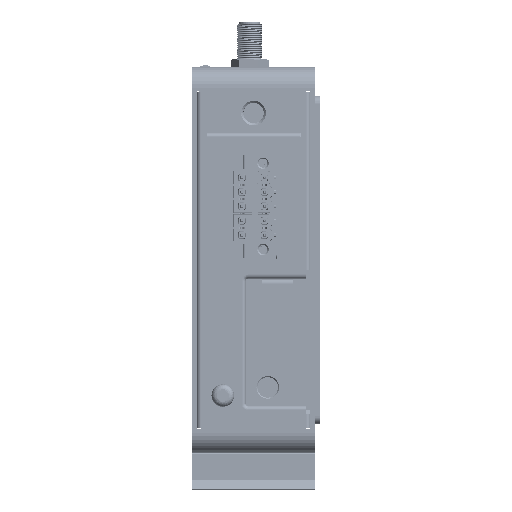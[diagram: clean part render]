
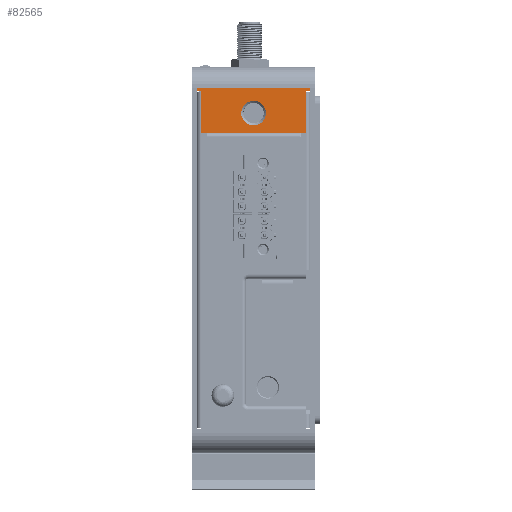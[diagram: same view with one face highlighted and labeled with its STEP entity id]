
A CAD part, left-side view. The second image highlights one B-rep face of the part: STEP entity #82565.
In plain terms, the highlighted planar face has unit normal (-1, 0, 0).
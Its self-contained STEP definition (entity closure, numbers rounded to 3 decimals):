
#2193 = ORIENTED_EDGE ( 'NONE', *, *, #73525, .T. ) ;
#2465 = AXIS2_PLACEMENT_3D ( 'NONE', #90270, #30091, #30713 ) ;
#2541 = CARTESIAN_POINT ( 'NONE',  ( -64.5, 6., 1. ) ) ;
#4090 = ORIENTED_EDGE ( 'NONE', *, *, #49215, .F. ) ;
#4382 = ORIENTED_EDGE ( 'NONE', *, *, #65772, .T. ) ;
#4409 = VERTEX_POINT ( 'NONE', #39229 ) ;
#4503 = ORIENTED_EDGE ( 'NONE', *, *, #98956, .T. ) ;
#5935 = LINE ( 'NONE', #192790, #27145 ) ;
#6187 = EDGE_CURVE ( 'NONE', #44588, #4409, #23644, .T. ) ;
#7336 = VECTOR ( 'NONE', #191080, 1000. ) ;
#7357 = CIRCLE ( 'NONE', #50779, 3. ) ;
#7450 = VECTOR ( 'NONE', #53837, 1000. ) ;
#7692 = FACE_BOUND ( 'NONE', #96746, .T. ) ;
#8056 = CARTESIAN_POINT ( 'NONE',  ( -64.5, 6., 27.6 ) ) ;
#9183 = EDGE_CURVE ( 'NONE', #33276, #51978, #106267, .T. ) ;
#14324 = PLANE ( 'NONE',  #85267 ) ;
#15113 = EDGE_CURVE ( 'NONE', #4409, #117808, #27182, .T. ) ;
#15221 = ORIENTED_EDGE ( 'NONE', *, *, #133224, .F. ) ;
#16177 = CARTESIAN_POINT ( 'NONE',  ( -64.5, 5.9, 1.1 ) ) ;
#17803 = CARTESIAN_POINT ( 'NONE',  ( -64.5, 16., 27.6 ) ) ;
#20655 = ORIENTED_EDGE ( 'NONE', *, *, #83615, .F. ) ;
#20729 = CARTESIAN_POINT ( 'NONE',  ( -64.5, 5., 27.6 ) ) ;
#22220 = DIRECTION ( 'NONE',  ( 0., 0., -1. ) ) ;
#23533 = ORIENTED_EDGE ( 'NONE', *, *, #15113, .F. ) ;
#23644 = LINE ( 'NONE', #43867, #70291 ) ;
#27145 = VECTOR ( 'NONE', #44258, 1000. ) ;
#27182 = LINE ( 'NONE', #190097, #174733 ) ;
#29661 = CARTESIAN_POINT ( 'NONE',  ( -64.5, 5.9, 26.5 ) ) ;
#30064 = CARTESIAN_POINT ( 'NONE',  ( -64.5, -2.069, 27.6 ) ) ;
#30091 = DIRECTION ( 'NONE',  ( -1., 0., 0. ) ) ;
#30713 = DIRECTION ( 'NONE',  ( 0., 0., -1. ) ) ;
#33276 = VERTEX_POINT ( 'NONE', #44651 ) ;
#33334 = CARTESIAN_POINT ( 'NONE',  ( -64.5, -2.069, 1. ) ) ;
#34873 = CARTESIAN_POINT ( 'NONE',  ( -64.5, 6., 26.6 ) ) ;
#35378 = CARTESIAN_POINT ( 'NONE',  ( -64.5, 5., 0. ) ) ;
#36701 = DIRECTION ( 'NONE',  ( 0., -1., 0. ) ) ;
#37485 = VERTEX_POINT ( 'NONE', #16177 ) ;
#38624 = VERTEX_POINT ( 'NONE', #63630 ) ;
#39229 = CARTESIAN_POINT ( 'NONE',  ( -64.5, 6., 26.5 ) ) ;
#42160 = LINE ( 'NONE', #105284, #117041 ) ;
#43867 = CARTESIAN_POINT ( 'NONE',  ( -64.5, 6., 37.885 ) ) ;
#44258 = DIRECTION ( 'NONE',  ( 0., -1., 0. ) ) ;
#44588 = VERTEX_POINT ( 'NONE', #34873 ) ;
#44651 = CARTESIAN_POINT ( 'NONE',  ( -64.5, 16., 1. ) ) ;
#45943 = CARTESIAN_POINT ( 'NONE',  ( -64.5, 5.9, 26.5 ) ) ;
#46612 = VERTEX_POINT ( 'NONE', #35378 ) ;
#46942 = CARTESIAN_POINT ( 'NONE',  ( -64.5, 11.2, 13.8 ) ) ;
#48095 = VECTOR ( 'NONE', #183994, 1000. ) ;
#49215 = EDGE_CURVE ( 'NONE', #38624, #95777, #171116, .T. ) ;
#50779 = AXIS2_PLACEMENT_3D ( 'NONE', #46942, #164793, #74383 ) ;
#51978 = VERTEX_POINT ( 'NONE', #2541 ) ;
#53837 = DIRECTION ( 'NONE',  ( 0., 1., 0. ) ) ;
#55582 = CARTESIAN_POINT ( 'NONE',  ( -64.5, 11.2, 16.8 ) ) ;
#57450 = EDGE_CURVE ( 'NONE', #46612, #147897, #190761, .T. ) ;
#61205 = CARTESIAN_POINT ( 'NONE',  ( -64.5, 5.9, 0. ) ) ;
#63630 = CARTESIAN_POINT ( 'NONE',  ( -64.5, 11.2, 10.8 ) ) ;
#65772 = EDGE_CURVE ( 'NONE', #37485, #147897, #42160, .T. ) ;
#66166 = VECTOR ( 'NONE', #36701, 1000. ) ;
#69442 = CARTESIAN_POINT ( 'NONE',  ( -64.5, 5.9, 27.6 ) ) ;
#69631 = ORIENTED_EDGE ( 'NONE', *, *, #89922, .T. ) ;
#70257 = DIRECTION ( 'NONE',  ( 0., -1., 0. ) ) ;
#70291 = VECTOR ( 'NONE', #22220, 1000. ) ;
#71832 = EDGE_CURVE ( 'NONE', #117808, #155792, #145759, .T. ) ;
#73525 = EDGE_CURVE ( 'NONE', #51978, #181825, #88872, .T. ) ;
#74383 = DIRECTION ( 'NONE',  ( 0., 0., -1. ) ) ;
#76355 = DIRECTION ( 'NONE',  ( -1., 0., 0. ) ) ;
#79134 = DIRECTION ( 'NONE',  ( 0., -1., 0. ) ) ;
#82336 = ORIENTED_EDGE ( 'NONE', *, *, #71832, .F. ) ;
#82565 = ADVANCED_FACE ( 'NONE', ( #160110, #7692 ), #14324, .T. ) ;
#83615 = EDGE_CURVE ( 'NONE', #174429, #46612, #101133, .T. ) ;
#84184 = VECTOR ( 'NONE', #157399, 1000. ) ;
#85267 = AXIS2_PLACEMENT_3D ( 'NONE', #30064, #76355, #149792 ) ;
#86621 = ORIENTED_EDGE ( 'NONE', *, *, #9183, .T. ) ;
#88872 = LINE ( 'NONE', #8056, #84184 ) ;
#89922 = EDGE_CURVE ( 'NONE', #151699, #33276, #132479, .T. ) ;
#90270 = CARTESIAN_POINT ( 'NONE',  ( -64.5, 11.2, 13.8 ) ) ;
#91515 = DIRECTION ( 'NONE',  ( 0., 0., -1. ) ) ;
#94079 = ORIENTED_EDGE ( 'NONE', *, *, #6187, .F. ) ;
#95777 = VERTEX_POINT ( 'NONE', #55582 ) ;
#96746 = EDGE_LOOP ( 'NONE', ( #4090, #15221 ) ) ;
#98956 = EDGE_CURVE ( 'NONE', #44588, #151699, #192485, .T. ) ;
#101133 = LINE ( 'NONE', #192398, #7336 ) ;
#105284 = CARTESIAN_POINT ( 'NONE',  ( -64.5, 5.9, 27.6 ) ) ;
#106267 = LINE ( 'NONE', #33334, #136719 ) ;
#108279 = VECTOR ( 'NONE', #179438, 1000. ) ;
#112374 = ORIENTED_EDGE ( 'NONE', *, *, #183092, .F. ) ;
#114951 = EDGE_CURVE ( 'NONE', #181825, #37485, #129624, .T. ) ;
#117041 = VECTOR ( 'NONE', #91515, 1000. ) ;
#117808 = VERTEX_POINT ( 'NONE', #45943 ) ;
#123051 = CARTESIAN_POINT ( 'NONE',  ( -64.5, 6., 1.1 ) ) ;
#124560 = ORIENTED_EDGE ( 'NONE', *, *, #57450, .F. ) ;
#128355 = CARTESIAN_POINT ( 'NONE',  ( -64.5, 5., 1.1 ) ) ;
#129600 = DIRECTION ( 'NONE',  ( 0., 1., 0. ) ) ;
#129624 = LINE ( 'NONE', #128355, #66166 ) ;
#132479 = LINE ( 'NONE', #17803, #48095 ) ;
#133224 = EDGE_CURVE ( 'NONE', #95777, #38624, #7357, .T. ) ;
#136719 = VECTOR ( 'NONE', #79134, 1000. ) ;
#142670 = EDGE_LOOP ( 'NONE', ( #20655, #112374, #82336, #23533, #94079, #4503, #69631, #86621, #2193, #176377, #4382, #124560 ) ) ;
#145759 = LINE ( 'NONE', #29661, #108279 ) ;
#147897 = VERTEX_POINT ( 'NONE', #61205 ) ;
#149792 = DIRECTION ( 'NONE',  ( 0., 0., -1. ) ) ;
#151699 = VERTEX_POINT ( 'NONE', #161819 ) ;
#155792 = VERTEX_POINT ( 'NONE', #69442 ) ;
#157399 = DIRECTION ( 'NONE',  ( 0., 0., 1. ) ) ;
#160110 = FACE_OUTER_BOUND ( 'NONE', #142670, .T. ) ;
#161819 = CARTESIAN_POINT ( 'NONE',  ( -64.5, 16., 26.6 ) ) ;
#164793 = DIRECTION ( 'NONE',  ( -1., 0., 0. ) ) ;
#165066 = VECTOR ( 'NONE', #129600, 1000. ) ;
#171116 = CIRCLE ( 'NONE', #2465, 3. ) ;
#174429 = VERTEX_POINT ( 'NONE', #20729 ) ;
#174733 = VECTOR ( 'NONE', #70257, 1000. ) ;
#176377 = ORIENTED_EDGE ( 'NONE', *, *, #114951, .T. ) ;
#176576 = CARTESIAN_POINT ( 'NONE',  ( -64.5, -2.069, 0. ) ) ;
#179438 = DIRECTION ( 'NONE',  ( 0., 0., 1. ) ) ;
#181825 = VERTEX_POINT ( 'NONE', #123051 ) ;
#183092 = EDGE_CURVE ( 'NONE', #155792, #174429, #5935, .T. ) ;
#183994 = DIRECTION ( 'NONE',  ( 0., 0., -1. ) ) ;
#185515 = CARTESIAN_POINT ( 'NONE',  ( -64.5, -2.069, 26.6 ) ) ;
#190097 = CARTESIAN_POINT ( 'NONE',  ( -64.5, 6., 26.5 ) ) ;
#190761 = LINE ( 'NONE', #176576, #165066 ) ;
#191080 = DIRECTION ( 'NONE',  ( 0., 0., -1. ) ) ;
#192398 = CARTESIAN_POINT ( 'NONE',  ( -64.5, 5., 27.6 ) ) ;
#192485 = LINE ( 'NONE', #185515, #7450 ) ;
#192790 = CARTESIAN_POINT ( 'NONE',  ( -64.5, 5.9, 27.6 ) ) ;
